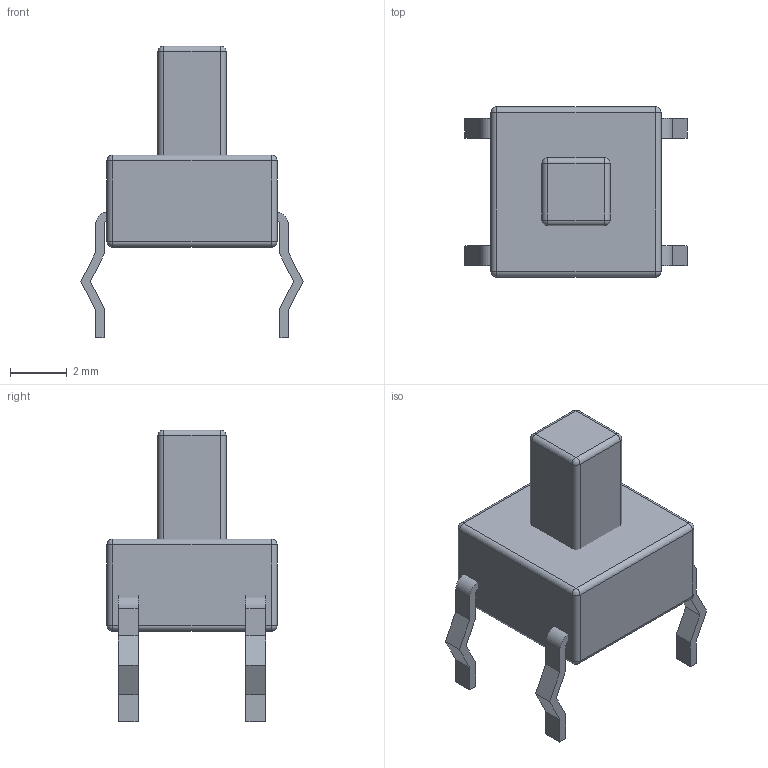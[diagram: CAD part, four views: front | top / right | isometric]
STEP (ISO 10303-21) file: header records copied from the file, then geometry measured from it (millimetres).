
FILE_DESCRIPTION(('Open CASCADE Model'),'2;1');
FILE_NAME('Open CASCADE Shape Model','2025-04-16T20:26:51',('Author'),('Open CASCADE'),'Open CASCADE STEP processor 7.7','Open CASCADE 7.7','Unknown');
FILE_SCHEMA(('AUTOMOTIVE_DESIGN { 1 0 10303 214 1 1 1 1 }'));
Length unit declared in the file: millimetre
Products named in the file (8): CK_PTS645SJx732; body; body_part; actuator; actuator_part; lead-12; lead-12_part; lead-34
Assembly tree (8 placements, depth 3):
  CK_PTS645SJx732
    body
      body_part
    actuator
      actuator_part
    lead-12
      lead-12_part
    lead-34
      lead-12_part
Bounding box: 7.84 x 6 x 10.3 mm (x, y, z)
Volume: 158.8 mm3; surface area: 275 mm2
Topology: 4 solids, 4 shells, 104 faces, 256 edges, 144 vertices
Faces by surface type: plane 56, cylinder 24, sphere 16, bspline 8
Entity records: 1547 total; most frequent: ORIENTED_EDGE 284, CARTESIAN_POINT 231, EDGE_CURVE 168, AXIS2_PLACEMENT_3D 117, LINE 108, VERTEX_POINT 96, ADVANCED_FACE 78, FACE_BOUND 78
